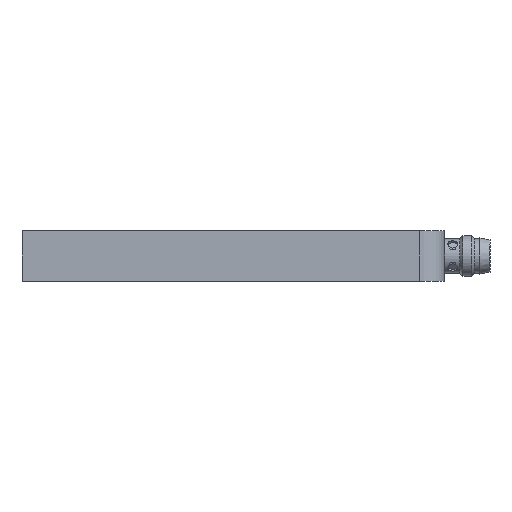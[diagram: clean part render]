
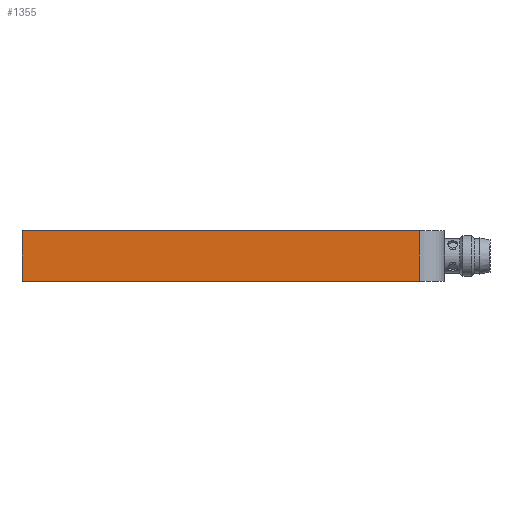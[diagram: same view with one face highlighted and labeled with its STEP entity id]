
A CAD part, front view. The second image highlights one B-rep face of the part: STEP entity #1355.
In plain terms, the highlighted planar face has unit normal (0, -1, 0).
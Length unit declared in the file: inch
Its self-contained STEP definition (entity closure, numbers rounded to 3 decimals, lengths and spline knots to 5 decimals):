
#224 = CARTESIAN_POINT ( 'NONE',  ( 0., -1.45669, 0.19685 ) ) ;
#239 = VECTOR ( 'NONE', #2689, 39.37008 ) ;
#243 = ORIENTED_EDGE ( 'NONE', *, *, #1509, .F. ) ;
#280 = CARTESIAN_POINT ( 'NONE',  ( 0., -1.45669, 0.19685 ) ) ;
#344 = VECTOR ( 'NONE', #1356, 39.37008 ) ;
#441 = VERTEX_POINT ( 'NONE', #1983 ) ;
#480 = DIRECTION ( 'NONE',  ( 0., 0., 1. ) ) ;
#561 = LINE ( 'NONE', #224, #239 ) ;
#563 = VERTEX_POINT ( 'NONE', #280 ) ;
#639 = DIRECTION ( 'NONE',  ( 0., 0., -1. ) ) ;
#667 = EDGE_CURVE ( 'NONE', #2860, #563, #729, .T. ) ;
#729 = LINE ( 'NONE', #1110, #939 ) ;
#939 = VECTOR ( 'NONE', #480, 39.37008 ) ;
#1110 = CARTESIAN_POINT ( 'NONE',  ( 0., -1.45669, 0.19685 ) ) ;
#1117 = CARTESIAN_POINT ( 'NONE',  ( 0., -1.45669, 0.19685 ) ) ;
#1266 = FACE_OUTER_BOUND ( 'NONE', #2543, .T. ) ;
#1303 = EDGE_CURVE ( 'NONE', #563, #441, #561, .T. ) ;
#1355 = ADVANCED_FACE ( 'NONE', ( #1266 ), #1566, .F. ) ;
#1356 = DIRECTION ( 'NONE',  ( 1., 0., 0. ) ) ;
#1509 = EDGE_CURVE ( 'NONE', #441, #1913, #3035, .T. ) ;
#1530 = ORIENTED_EDGE ( 'NONE', *, *, #2116, .T. ) ;
#1566 = PLANE ( 'NONE',  #1760 ) ;
#1614 = ORIENTED_EDGE ( 'NONE', *, *, #667, .F. ) ;
#1760 = AXIS2_PLACEMENT_3D ( 'NONE', #1117, #2275, #2805 ) ;
#1787 = CARTESIAN_POINT ( 'NONE',  ( 0., -1.45669, -0.19685 ) ) ;
#1843 = VECTOR ( 'NONE', #639, 39.37008 ) ;
#1913 = VERTEX_POINT ( 'NONE', #2606 ) ;
#1983 = CARTESIAN_POINT ( 'NONE',  ( 3.11024, -1.45669, 0.19685 ) ) ;
#2087 = CARTESIAN_POINT ( 'NONE',  ( 3.11024, -1.45669, 0.19685 ) ) ;
#2116 = EDGE_CURVE ( 'NONE', #2860, #1913, #2848, .T. ) ;
#2275 = DIRECTION ( 'NONE',  ( 0., 1., 0. ) ) ;
#2543 = EDGE_LOOP ( 'NONE', ( #243, #2924, #1614, #1530 ) ) ;
#2606 = CARTESIAN_POINT ( 'NONE',  ( 3.11024, -1.45669, -0.19685 ) ) ;
#2689 = DIRECTION ( 'NONE',  ( 1., 0., 0. ) ) ;
#2805 = DIRECTION ( 'NONE',  ( 0., 0., 1. ) ) ;
#2808 = CARTESIAN_POINT ( 'NONE',  ( 3.11024, -1.45669, -0.19685 ) ) ;
#2848 = LINE ( 'NONE', #2808, #344 ) ;
#2860 = VERTEX_POINT ( 'NONE', #1787 ) ;
#2924 = ORIENTED_EDGE ( 'NONE', *, *, #1303, .F. ) ;
#3035 = LINE ( 'NONE', #2087, #1843 ) ;
